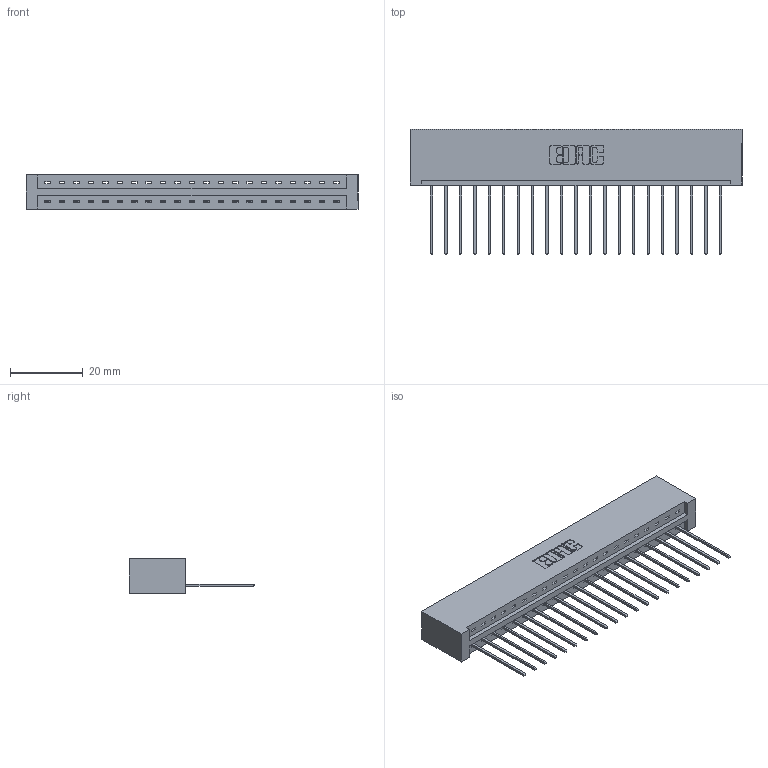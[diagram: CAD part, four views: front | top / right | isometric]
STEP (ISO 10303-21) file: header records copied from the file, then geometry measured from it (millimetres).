
FILE_DESCRIPTION (( 'STEP AP203' ), '1' );
FILE_NAME ('337-021-541-101.STEP', '2018-08-05T11:41:23', ( '' ), ( '' ), 'SwSTEP 2.0', 'SolidWorks 2016', '' );
FILE_SCHEMA (( 'CONFIG_CONTROL_DESIGN' ));
Length unit declared in the file: inch
Products named in the file (3): 345-292-001_345-293-141; 337-021-541-101; 337 Part_No Mounting Lugs
Assembly tree (22 placements, depth 2):
  337-021-541-101
    337 Part_No Mounting Lugs
    345-292-001_345-293-141  x21
Bounding box: 91.08 x 34.3 x 9.4 mm (x, y, z)
Volume: 10011.9 mm3; surface area: 10637 mm2
Topology: 22 solids, 22 shells, 1408 faces, 4235 edges, 2794 vertices
Faces by surface type: plane 1032, cylinder 376
Entity records: 18067 total; most frequent: CARTESIAN_POINT 3153, ORIENTED_EDGE 3110, DIRECTION 2689, EDGE_CURVE 1555, VECTOR 1435, LINE 1435, VERTEX_POINT 1034, AXIS2_PLACEMENT_3D 627
